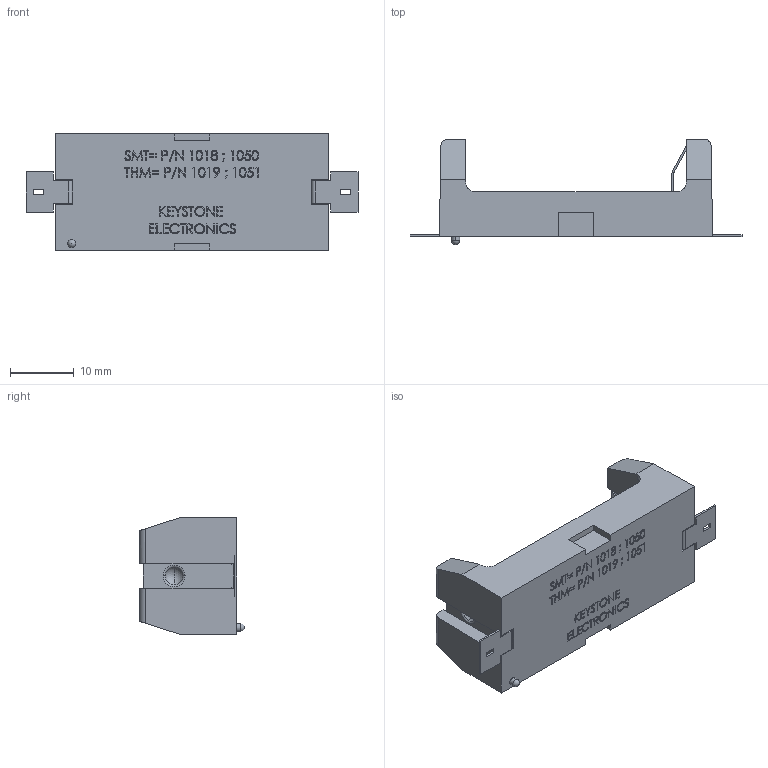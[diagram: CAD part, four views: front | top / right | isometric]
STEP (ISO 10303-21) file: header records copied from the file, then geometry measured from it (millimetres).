
FILE_DESCRIPTION (( 'STEP AP214' ), '1' );
FILE_NAME ('1050.STEP', '2013-03-27T16:07:12', ( 'Richard Maletta' ), ( '' ), 'SwSTEP 2.0', 'SolidWorks 2009', '' );
FILE_SCHEMA (( 'AUTOMOTIVE_DESIGN' ));
Length unit declared in the file: millimetre
Products named in the file (1): 1050
Bounding box: 52.15 x 16.51 x 18.29 mm (x, y, z)
Surface area: 4149.1 mm2 (no closed solid volume)
Topology: 0 solids, 5 shells, 662 faces, 2017 edges, 1362 vertices
Faces by surface type: plane 457, bspline 177, cylinder 19, sphere 5, torus 4
Entity records: 40505 total; most frequent: CARTESIAN_POINT 16598, ORIENTED_EDGE 3646, DIRECTION 2648, EDGE_CURVE 2014, VECTOR 1572, LINE 1572, VERTEX_POINT 1360, EDGE_LOOP 741
